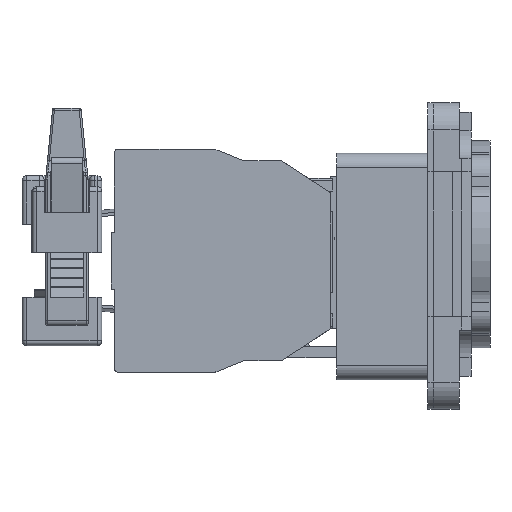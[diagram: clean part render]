
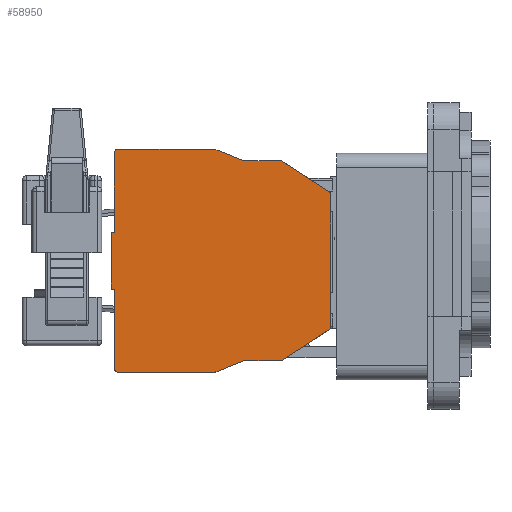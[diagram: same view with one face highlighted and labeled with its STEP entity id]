
A CAD part, left-side view. The second image highlights one B-rep face of the part: STEP entity #58950.
In plain terms, the highlighted planar face has unit normal (-1, 0, 0).
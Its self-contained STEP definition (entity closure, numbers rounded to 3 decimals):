
#57330=CARTESIAN_POINT('',(7.688,28.69,
15.825));
#57340=DIRECTION('',(1.,0.,0.));
#57350=DIRECTION('',(0.,-1.,0.));
#57360=AXIS2_PLACEMENT_3D('',#57330,#57340,#57350);
#57370=PLANE('',#57360);
#57380=CARTESIAN_POINT('',(7.688,28.69,
18.825));
#57390=DIRECTION('',(0.,1.,0.));
#57400=VECTOR('',#57390,1.);
#57410=LINE('',#57380,#57400);
#57420=CARTESIAN_POINT('',(7.688,39.965,
18.825));
#57430=VERTEX_POINT('',#57420);
#57440=CARTESIAN_POINT('',(7.688,40.315,
18.825));
#57450=VERTEX_POINT('',#57440);
#57460=EDGE_CURVE('',#57430,#57450,#57410,.T.);
#57470=ORIENTED_EDGE('',*,*,#57460,.T.);
#57480=CARTESIAN_POINT('',(7.688,39.965,
15.825));
#57490=DIRECTION('',(0.,0.,1.));
#57500=VECTOR('',#57490,1.);
#57510=LINE('',#57480,#57500);
#57520=CARTESIAN_POINT('',(7.688,39.965,
27.275));
#57530=VERTEX_POINT('',#57520);
#57540=EDGE_CURVE('',#57430,#57530,#57510,.T.);
#57550=ORIENTED_EDGE('',*,*,#57540,.F.);
#57560=CARTESIAN_POINT('',(7.688,39.615,
27.275));
#57570=DIRECTION('',(1.,0.,0.));
#57580=DIRECTION('',(0.,1.,0.));
#57590=AXIS2_PLACEMENT_3D('',#57560,#57570,#57580);
#57600=CIRCLE('',#57590,0.35);
#57610=CARTESIAN_POINT('',(7.688,39.665,
27.622));
#57620=VERTEX_POINT('',#57610);
#57630=EDGE_CURVE('',#57530,#57620,#57600,.T.);
#57640=ORIENTED_EDGE('',*,*,#57630,.F.);
#57650=CARTESIAN_POINT('',(7.688,17.486,
29.214));
#57660=DIRECTION('',(0.,0.997,
-0.072));
#57670=VECTOR('',#57660,1.);
#57680=LINE('',#57650,#57670);
#57690=CARTESIAN_POINT('',(7.688,39.615,
27.625));
#57700=VERTEX_POINT('',#57690);
#57710=EDGE_CURVE('',#57700,#57620,#57680,.T.);
#57720=ORIENTED_EDGE('',*,*,#57710,.T.);
#57730=CARTESIAN_POINT('',(7.688,17.486,
27.625));
#57740=DIRECTION('',(0.,1.,0.));
#57750=VECTOR('',#57740,1.);
#57760=LINE('',#57730,#57750);
#57770=CARTESIAN_POINT('',(7.688,29.265,
27.625));
#57780=VERTEX_POINT('',#57770);
#57790=EDGE_CURVE('',#57780,#57700,#57760,.T.);
#57800=ORIENTED_EDGE('',*,*,#57790,.T.);
#57810=CARTESIAN_POINT('',(7.688,29.265,
27.625));
#57820=CARTESIAN_POINT('',(7.688,29.255,
27.621));
#57830=CARTESIAN_POINT('',(7.688,29.245,
27.618));
#57840=CARTESIAN_POINT('',(7.688,29.235,
27.614));
#57850=CARTESIAN_POINT('',(7.688,29.224,
27.609));
#57860=CARTESIAN_POINT('',(7.688,29.213,
27.605));
#57870=CARTESIAN_POINT('',(7.688,29.202,
27.6));
#57880=B_SPLINE_CURVE_WITH_KNOTS('',3,(#57810,#57820,#57830,#57840,
#57850,#57860,#57870),.UNSPECIFIED.,.F.,.F.,(4,3,4),(0.,
0.032,0.067),.UNSPECIFIED.);
#57890=CARTESIAN_POINT('',(7.688,29.202,
27.6));
#57900=VERTEX_POINT('',#57890);
#57910=EDGE_CURVE('',#57780,#57900,#57880,.T.);
#57920=ORIENTED_EDGE('',*,*,#57910,.F.);
#57930=CARTESIAN_POINT('',(7.688,17.486,
22.914));
#57940=DIRECTION('',(0.,0.928,
0.371));
#57950=VECTOR('',#57940,1.);
#57960=LINE('',#57930,#57950);
#57970=CARTESIAN_POINT('',(7.688,26.265,
26.425));
#57980=VERTEX_POINT('',#57970);
#57990=EDGE_CURVE('',#57980,#57900,#57960,.T.);
#58000=ORIENTED_EDGE('',*,*,#57990,.T.);
#58010=CARTESIAN_POINT('',(7.688,17.486,
26.425));
#58020=DIRECTION('',(0.,1.,0.));
#58030=VECTOR('',#58020,1.);
#58040=LINE('',#58010,#58030);
#58050=CARTESIAN_POINT('',(7.688,22.265,
26.425));
#58060=VERTEX_POINT('',#58050);
#58070=EDGE_CURVE('',#58060,#57980,#58040,.T.);
#58080=ORIENTED_EDGE('',*,*,#58070,.T.);
#58090=CARTESIAN_POINT('',(7.688,17.486,
23.301));
#58100=DIRECTION('',(0.,0.837,
0.547));
#58110=VECTOR('',#58100,1.);
#58120=LINE('',#58090,#58110);
#58130=CARTESIAN_POINT('',(7.688,17.065,
23.025));
#58140=VERTEX_POINT('',#58130);
#58150=EDGE_CURVE('',#58140,#58060,#58120,.T.);
#58160=ORIENTED_EDGE('',*,*,#58150,.T.);
#58170=CARTESIAN_POINT('',(7.688,17.065,
15.825));
#58180=DIRECTION('',(0.,0.,1.));
#58190=VECTOR('',#58180,1.);
#58200=LINE('',#58170,#58190);
#58210=CARTESIAN_POINT('',(7.688,17.065,
8.625));
#58220=VERTEX_POINT('',#58210);
#58230=EDGE_CURVE('',#58220,#58140,#58200,.T.);
#58240=ORIENTED_EDGE('',*,*,#58230,.T.);
#58250=CARTESIAN_POINT('',(7.688,28.69,
1.024));
#58260=DIRECTION('',(0.,-0.837,
0.547));
#58270=VECTOR('',#58260,1.);
#58280=LINE('',#58250,#58270);
#58290=CARTESIAN_POINT('',(7.688,22.265,
5.225));
#58300=VERTEX_POINT('',#58290);
#58310=EDGE_CURVE('',#58300,#58220,#58280,.T.);
#58320=ORIENTED_EDGE('',*,*,#58310,.T.);
#58330=CARTESIAN_POINT('',(7.688,17.486,
5.225));
#58340=DIRECTION('',(0.,-1.,0.));
#58350=VECTOR('',#58340,1.);
#58360=LINE('',#58330,#58350);
#58370=CARTESIAN_POINT('',(7.688,26.265,
5.225));
#58380=VERTEX_POINT('',#58370);
#58390=EDGE_CURVE('',#58380,#58300,#58360,.T.);
#58400=ORIENTED_EDGE('',*,*,#58390,.T.);
#58410=CARTESIAN_POINT('',(7.688,17.486,
8.737));
#58420=DIRECTION('',(0.,-0.928,
0.371));
#58430=VECTOR('',#58420,1.);
#58440=LINE('',#58410,#58430);
#58450=CARTESIAN_POINT('',(7.688,29.202,
4.05));
#58460=VERTEX_POINT('',#58450);
#58470=EDGE_CURVE('',#58460,#58380,#58440,.T.);
#58480=ORIENTED_EDGE('',*,*,#58470,.T.);
#58490=CARTESIAN_POINT('',(7.688,29.332,
4.375));
#58500=DIRECTION('',(1.,0.,0.));
#58510=DIRECTION('',(0.,-0.371,
-0.928));
#58520=AXIS2_PLACEMENT_3D('',#58490,#58500,#58510);
#58530=CIRCLE('',#58520,0.35);
#58540=CARTESIAN_POINT('',(7.688,29.332,
4.025));
#58550=VERTEX_POINT('',#58540);
#58560=EDGE_CURVE('',#58460,#58550,#58530,.T.);
#58570=ORIENTED_EDGE('',*,*,#58560,.F.);
#58580=CARTESIAN_POINT('',(7.688,17.486,
4.025));
#58590=DIRECTION('',(0.,-1.,0.));
#58600=VECTOR('',#58590,1.);
#58610=LINE('',#58580,#58600);
#58620=CARTESIAN_POINT('',(7.688,39.615,
4.025));
#58630=VERTEX_POINT('',#58620);
#58640=EDGE_CURVE('',#58630,#58550,#58610,.T.);
#58650=ORIENTED_EDGE('',*,*,#58640,.T.);
#58660=CARTESIAN_POINT('',(7.688,39.615,
4.375));
#58670=DIRECTION('',(1.,0.,0.));
#58680=DIRECTION('',(0.,0.,-1.));
#58690=AXIS2_PLACEMENT_3D('',#58660,#58670,#58680);
#58700=CIRCLE('',#58690,0.35);
#58710=CARTESIAN_POINT('',(7.688,39.965,
4.375));
#58720=VERTEX_POINT('',#58710);
#58730=EDGE_CURVE('',#58630,#58720,#58700,.T.);
#58740=ORIENTED_EDGE('',*,*,#58730,.F.);
#58750=CARTESIAN_POINT('',(7.688,39.965,
12.825));
#58760=VERTEX_POINT('',#58750);
#58770=EDGE_CURVE('',#58720,#58760,#57510,.T.);
#58780=ORIENTED_EDGE('',*,*,#58770,.F.);
#58790=CARTESIAN_POINT('',(7.688,28.69,
12.825));
#58800=DIRECTION('',(0.,-1.,0.));
#58810=VECTOR('',#58800,1.);
#58820=LINE('',#58790,#58810);
#58830=CARTESIAN_POINT('',(7.688,40.315,
12.825));
#58840=VERTEX_POINT('',#58830);
#58850=EDGE_CURVE('',#58840,#58760,#58820,.T.);
#58860=ORIENTED_EDGE('',*,*,#58850,.T.);
#58870=CARTESIAN_POINT('',(7.688,40.315,
15.825));
#58880=DIRECTION('',(0.,0.,-1.));
#58890=VECTOR('',#58880,1.);
#58900=LINE('',#58870,#58890);
#58910=EDGE_CURVE('',#57450,#58840,#58900,.T.);
#58920=ORIENTED_EDGE('',*,*,#58910,.T.);
#58930=EDGE_LOOP('',(#58920,#58860,#58780,#58740,#58650,#58570,#58480,
#58400,#58320,#58240,#58160,#58080,#58000,#57920,#57800,#57720,#57640,
#57550,#57470));
#58940=FACE_OUTER_BOUND('',#58930,.T.);
#58950=ADVANCED_FACE('',(#58940),#57370,.F.);
